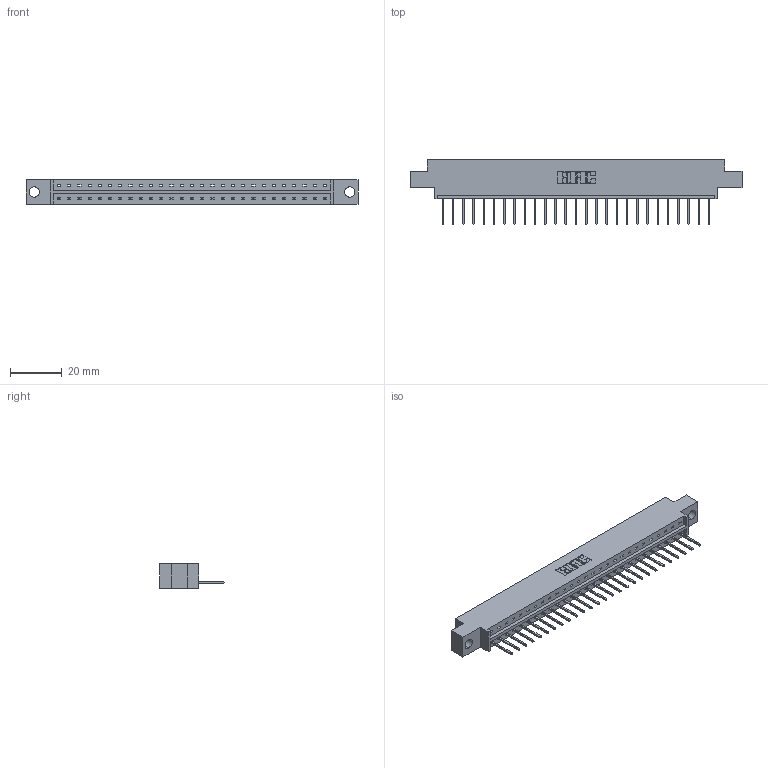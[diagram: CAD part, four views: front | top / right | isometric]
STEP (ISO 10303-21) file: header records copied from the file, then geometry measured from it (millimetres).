
FILE_DESCRIPTION (( 'STEP AP203' ), '1' );
FILE_NAME ('333-027-523-604.STEP', '2018-08-02T13:53:18', ( '' ), ( '' ), 'SwSTEP 2.0', 'SolidWorks 2016', '' );
FILE_SCHEMA (( 'CONFIG_CONTROL_DESIGN' ));
Length unit declared in the file: inch
Products named in the file (3): 345-292-001_345-293-123; 333-027-523-604; 333 Part_Offset - .156 Dia - TH
Assembly tree (28 placements, depth 2):
  333-027-523-604
    333 Part_Offset - .156 Dia - TH
    345-292-001_345-293-123  x27
Bounding box: 128.52 x 25.15 x 9.4 mm (x, y, z)
Volume: 12478 mm3; surface area: 13423.9 mm2
Topology: 28 solids, 28 shells, 1684 faces, 5075 edges, 3346 vertices
Faces by surface type: plane 1208, cylinder 476
Entity records: 18599 total; most frequent: CARTESIAN_POINT 3219, ORIENTED_EDGE 3182, DIRECTION 2745, EDGE_CURVE 1591, VECTOR 1463, LINE 1463, VERTEX_POINT 1058, AXIS2_PLACEMENT_3D 641
